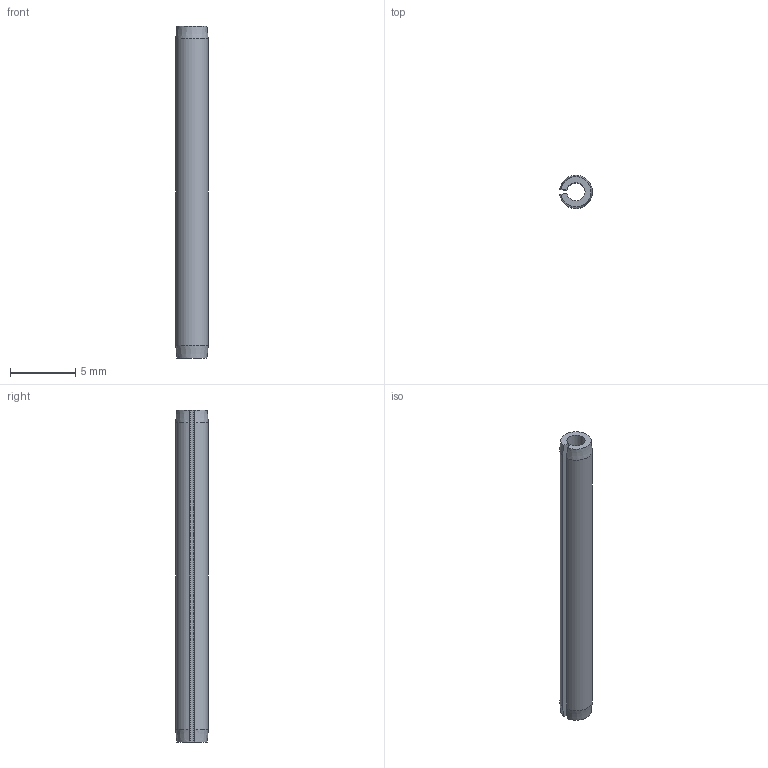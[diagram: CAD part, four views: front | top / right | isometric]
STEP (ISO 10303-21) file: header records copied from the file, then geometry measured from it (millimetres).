
FILE_DESCRIPTION (( 'STEP AP214' ), '1' );
FILE_NAME ('am-1033 908296A861_STEEL SLOTTED SPRING PIN REV2.STEP', '2018-07-24T17:53:42', ( '' ), ( '' ), 'SwSTEP 2.0', 'SolidWorks 2018', '' );
FILE_SCHEMA (( 'AUTOMOTIVE_DESIGN' ));
Length unit declared in the file: inch
Products named in the file (1): am-1033 908296A861_STEEL SLOTTED SPRING PIN REV2
Bounding box: 2.5 x 2.51 x 25.4 mm (x, y, z)
Volume: 81.7 mm3; surface area: 327.5 mm2
Topology: 1 solids, 1 shells, 9 faces, 21 edges, 14 vertices
Faces by surface type: plane 4, cone 3, cylinder 2
Entity records: 303 total; most frequent: DIRECTION 49, CARTESIAN_POINT 45, ORIENTED_EDGE 42, EDGE_CURVE 21, AXIS2_PLACEMENT_3D 18, VERTEX_POINT 14, VECTOR 13, LINE 13
